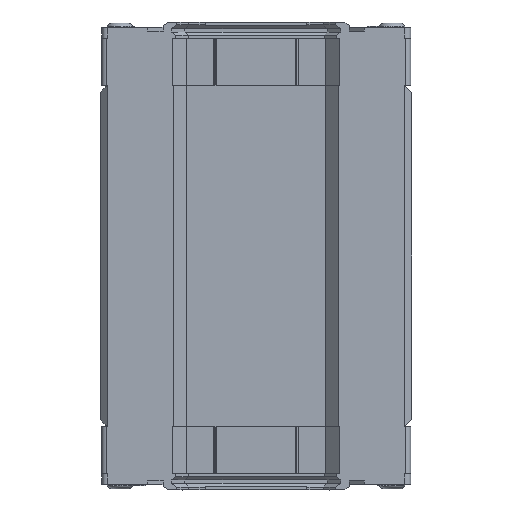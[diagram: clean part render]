
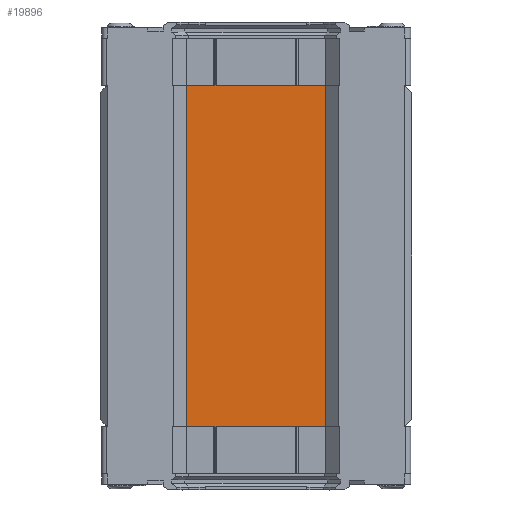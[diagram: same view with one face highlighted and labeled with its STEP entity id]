
A CAD part, front view. The second image highlights one B-rep face of the part: STEP entity #19896.
In plain terms, the highlighted planar face has unit normal (0, -1, 0).
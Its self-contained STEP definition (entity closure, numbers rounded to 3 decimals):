
#1221=FACE_OUTER_BOUND('',#2381,.T.);
#2381=EDGE_LOOP('',(#13367,#13368,#13369,#13370,#13371,#13372,#13373,#13374));
#3332=LINE('',#28328,#5556);
#3342=LINE('',#28378,#5566);
#3521=LINE('',#28834,#5745);
#3548=LINE('',#28929,#5772);
#3559=LINE('',#28981,#5783);
#3737=LINE('',#29435,#5961);
#3786=LINE('',#29558,#6010);
#3787=LINE('',#29559,#6011);
#5556=VECTOR('',#22528,0.141);
#5566=VECTOR('',#22570,0.141);
#5745=VECTOR('',#23017,38.675);
#5772=VECTOR('',#23096,0.141);
#5783=VECTOR('',#23139,0.141);
#5961=VECTOR('',#23585,38.675);
#6010=VECTOR('',#23708,94.);
#6011=VECTOR('',#23709,94.);
#7818=VERTEX_POINT('',#28325);
#7819=VERTEX_POINT('',#28327);
#7842=VERTEX_POINT('',#28375);
#7843=VERTEX_POINT('',#28377);
#8027=VERTEX_POINT('',#28926);
#8028=VERTEX_POINT('',#28928);
#8052=VERTEX_POINT('',#28978);
#8053=VERTEX_POINT('',#28980);
#9598=EDGE_CURVE('',#7818,#7819,#3332,.T.);
#9622=EDGE_CURVE('',#7842,#7843,#3342,.T.);
#9846=EDGE_CURVE('',#7843,#7818,#3521,.T.);
#9889=EDGE_CURVE('',#8028,#8027,#3548,.T.);
#9914=EDGE_CURVE('',#8053,#8052,#3559,.T.);
#10137=EDGE_CURVE('',#8027,#8053,#3737,.T.);
#10198=EDGE_CURVE('',#8028,#7842,#3786,.T.);
#10199=EDGE_CURVE('',#7819,#8052,#3787,.T.);
#13367=ORIENTED_EDGE('',*,*,#9622,.F.);
#13368=ORIENTED_EDGE('',*,*,#10198,.F.);
#13369=ORIENTED_EDGE('',*,*,#9889,.T.);
#13370=ORIENTED_EDGE('',*,*,#10137,.T.);
#13371=ORIENTED_EDGE('',*,*,#9914,.T.);
#13372=ORIENTED_EDGE('',*,*,#10199,.F.);
#13373=ORIENTED_EDGE('',*,*,#9598,.F.);
#13374=ORIENTED_EDGE('',*,*,#9846,.F.);
#17906=PLANE('',#21205);
#19896=ADVANCED_FACE('',(#1221),#17906,.F.);
#21205=AXIS2_PLACEMENT_3D('',#29557,#23706,#23707);
#22528=DIRECTION('',(1.,0.,0.));
#22570=DIRECTION('',(1.,0.,0.));
#23017=DIRECTION('',(1.,0.,0.));
#23096=DIRECTION('',(1.,0.,0.));
#23139=DIRECTION('',(1.,0.,0.));
#23585=DIRECTION('',(1.,0.,0.));
#23706=DIRECTION('center_axis',(0.,1.,0.));
#23707=DIRECTION('ref_axis',(0.,0.,1.));
#23708=DIRECTION('',(0.,0.,1.));
#23709=DIRECTION('',(0.,0.,-1.));
#28325=CARTESIAN_POINT('',(19.338,5.8,47.));
#28327=CARTESIAN_POINT('',(19.479,5.8,47.));
#28328=CARTESIAN_POINT('',(0.,5.8,47.));
#28375=CARTESIAN_POINT('',(-19.479,5.8,47.));
#28377=CARTESIAN_POINT('',(-19.338,5.8,47.));
#28378=CARTESIAN_POINT('',(0.,5.8,47.));
#28834=CARTESIAN_POINT('',(0.,5.8,47.));
#28926=CARTESIAN_POINT('',(-19.338,5.8,-47.));
#28928=CARTESIAN_POINT('',(-19.479,5.8,-47.));
#28929=CARTESIAN_POINT('',(0.,5.8,-47.));
#28978=CARTESIAN_POINT('',(19.479,5.8,-47.));
#28980=CARTESIAN_POINT('',(19.338,5.8,-47.));
#28981=CARTESIAN_POINT('',(0.,5.8,-47.));
#29435=CARTESIAN_POINT('',(0.,5.8,-47.));
#29557=CARTESIAN_POINT('Origin',(19.479,5.8,47.));
#29558=CARTESIAN_POINT('',(-19.479,5.8,47.));
#29559=CARTESIAN_POINT('',(19.479,5.8,47.));
